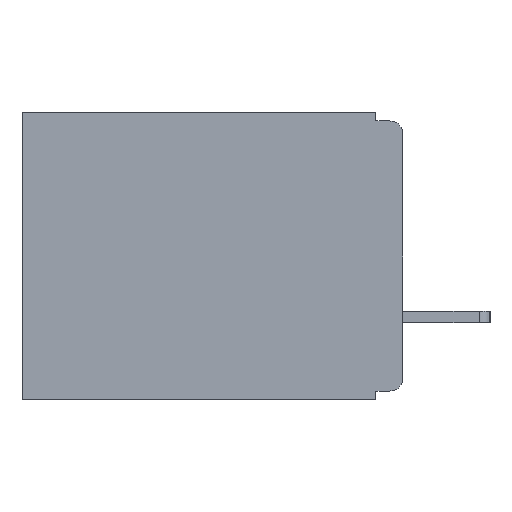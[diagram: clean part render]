
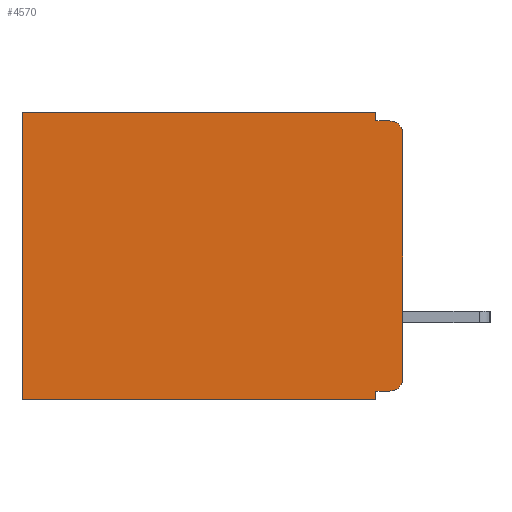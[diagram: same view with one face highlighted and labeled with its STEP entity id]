
A CAD part, left-side view. The second image highlights one B-rep face of the part: STEP entity #4570.
In plain terms, the highlighted planar face has unit normal (-1, 0, 0).
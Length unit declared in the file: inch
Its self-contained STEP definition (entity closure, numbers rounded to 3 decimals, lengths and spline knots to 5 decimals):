
#13 = EDGE_CURVE ( 'NONE', #10583, #11706, #6026, .T. ) ;
#210 = FACE_OUTER_BOUND ( 'NONE', #14958, .T. ) ;
#551 = LINE ( 'NONE', #2940, #14440 ) ;
#702 = VERTEX_POINT ( 'NONE', #14310 ) ;
#1021 = ORIENTED_EDGE ( 'NONE', *, *, #13940, .F. ) ;
#1024 = CIRCLE ( 'NONE', #1258, 0.015 ) ;
#1258 = AXIS2_PLACEMENT_3D ( 'NONE', #16539, #16636, #14274 ) ;
#1276 = CARTESIAN_POINT ( 'NONE',  ( 0.3, 0.015, -0.32 ) ) ;
#1378 = EDGE_CURVE ( 'NONE', #10583, #13406, #551, .T. ) ;
#1445 = ORIENTED_EDGE ( 'NONE', *, *, #1378, .T. ) ;
#1866 = VERTEX_POINT ( 'NONE', #16422 ) ;
#1880 = ORIENTED_EDGE ( 'NONE', *, *, #15721, .T. ) ;
#1968 = DIRECTION ( 'NONE',  ( -1., 0., 0. ) ) ;
#2486 = CIRCLE ( 'NONE', #14968, 0.015 ) ;
#2750 = ORIENTED_EDGE ( 'NONE', *, *, #14930, .T. ) ;
#2848 = CARTESIAN_POINT ( 'NONE',  ( 0.3, 0., -0.025 ) ) ;
#2940 = CARTESIAN_POINT ( 'NONE',  ( 0.3, 0., 0. ) ) ;
#3073 = CARTESIAN_POINT ( 'NONE',  ( 0.3, 0.437, 0. ) ) ;
#3234 = LINE ( 'NONE', #15317, #7594 ) ;
#3288 = CARTESIAN_POINT ( 'NONE',  ( 0.3, 0., -0.33 ) ) ;
#3324 = CARTESIAN_POINT ( 'NONE',  ( 0.3, 0.031, 0. ) ) ;
#3614 = DIRECTION ( 'NONE',  ( 0., 1., 0. ) ) ;
#3769 = EDGE_CURVE ( 'NONE', #13993, #702, #6556, .T. ) ;
#4094 = CARTESIAN_POINT ( 'NONE',  ( 0.3, 0., -0.01 ) ) ;
#4193 = CARTESIAN_POINT ( 'NONE',  ( 0.3, 0.031, -0.33 ) ) ;
#4510 = VERTEX_POINT ( 'NONE', #1276 ) ;
#4570 = ADVANCED_FACE ( 'NONE', ( #210 ), #16112, .F. ) ;
#5090 = DIRECTION ( 'NONE',  ( 0., 0., -1. ) ) ;
#5364 = EDGE_CURVE ( 'NONE', #14513, #1866, #1024, .T. ) ;
#5440 = VERTEX_POINT ( 'NONE', #13761 ) ;
#5540 = CARTESIAN_POINT ( 'NONE',  ( 0.3, 0., -0.33 ) ) ;
#6026 = LINE ( 'NONE', #8913, #9374 ) ;
#6217 = EDGE_CURVE ( 'NONE', #702, #10571, #8948, .T. ) ;
#6556 = LINE ( 'NONE', #4193, #16667 ) ;
#6559 = DIRECTION ( 'NONE',  ( 0., 0., -1. ) ) ;
#6878 = CARTESIAN_POINT ( 'NONE',  ( 0.3, 0.031, -0.32 ) ) ;
#7391 = EDGE_CURVE ( 'NONE', #4510, #13993, #14209, .T. ) ;
#7463 = VECTOR ( 'NONE', #13500, 39.37008 ) ;
#7594 = VECTOR ( 'NONE', #12813, 39.37008 ) ;
#7727 = LINE ( 'NONE', #4094, #10789 ) ;
#7730 = ORIENTED_EDGE ( 'NONE', *, *, #16570, .F. ) ;
#8548 = AXIS2_PLACEMENT_3D ( 'NONE', #3288, #16768, #5090 ) ;
#8622 = CARTESIAN_POINT ( 'NONE',  ( 0.3, 0.437, -0.33 ) ) ;
#8913 = CARTESIAN_POINT ( 'NONE',  ( 0.3, 0.031, 0. ) ) ;
#8948 = LINE ( 'NONE', #9005, #11911 ) ;
#8981 = ORIENTED_EDGE ( 'NONE', *, *, #6217, .F. ) ;
#9005 = CARTESIAN_POINT ( 'NONE',  ( 0.3, 0., -0.33 ) ) ;
#9374 = VECTOR ( 'NONE', #14112, 39.37008 ) ;
#9381 = ORIENTED_EDGE ( 'NONE', *, *, #7391, .F. ) ;
#9937 = CARTESIAN_POINT ( 'NONE',  ( 0.3, 0.015, -0.305 ) ) ;
#10222 = VECTOR ( 'NONE', #13346, 39.37008 ) ;
#10246 = DIRECTION ( 'NONE',  ( 0., 1., 0. ) ) ;
#10571 = VERTEX_POINT ( 'NONE', #8622 ) ;
#10583 = VERTEX_POINT ( 'NONE', #3324 ) ;
#10720 = DIRECTION ( 'NONE',  ( 0., -1., 0. ) ) ;
#10789 = VECTOR ( 'NONE', #10720, 39.37008 ) ;
#11208 = DIRECTION ( 'NONE',  ( 0., 0., -1. ) ) ;
#11706 = VERTEX_POINT ( 'NONE', #12631 ) ;
#11911 = VECTOR ( 'NONE', #10246, 39.37008 ) ;
#12355 = ORIENTED_EDGE ( 'NONE', *, *, #3769, .F. ) ;
#12631 = CARTESIAN_POINT ( 'NONE',  ( 0.3, 0.031, -0.01 ) ) ;
#12813 = DIRECTION ( 'NONE',  ( 0., 0., -1. ) ) ;
#13346 = DIRECTION ( 'NONE',  ( 0., 0., -1. ) ) ;
#13406 = VERTEX_POINT ( 'NONE', #3073 ) ;
#13500 = DIRECTION ( 'NONE',  ( 0., 1., 0. ) ) ;
#13566 = LINE ( 'NONE', #5540, #10222 ) ;
#13761 = CARTESIAN_POINT ( 'NONE',  ( 0.3, 0., -0.305 ) ) ;
#13829 = CARTESIAN_POINT ( 'NONE',  ( 0.3, 0., -0.32 ) ) ;
#13940 = EDGE_CURVE ( 'NONE', #11706, #1866, #7727, .T. ) ;
#13993 = VERTEX_POINT ( 'NONE', #6878 ) ;
#14112 = DIRECTION ( 'NONE',  ( 0., 0., -1. ) ) ;
#14209 = LINE ( 'NONE', #13829, #7463 ) ;
#14274 = DIRECTION ( 'NONE',  ( 0., 0., -1. ) ) ;
#14310 = CARTESIAN_POINT ( 'NONE',  ( 0.3, 0.031, -0.33 ) ) ;
#14440 = VECTOR ( 'NONE', #3614, 39.37008 ) ;
#14489 = ORIENTED_EDGE ( 'NONE', *, *, #5364, .T. ) ;
#14513 = VERTEX_POINT ( 'NONE', #2848 ) ;
#14881 = ORIENTED_EDGE ( 'NONE', *, *, #13, .F. ) ;
#14930 = EDGE_CURVE ( 'NONE', #4510, #5440, #2486, .T. ) ;
#14958 = EDGE_LOOP ( 'NONE', ( #7730, #14489, #1021, #14881, #1445, #1880, #8981, #12355, #9381, #2750 ) ) ;
#14968 = AXIS2_PLACEMENT_3D ( 'NONE', #9937, #1968, #11208 ) ;
#15317 = CARTESIAN_POINT ( 'NONE',  ( 0.3, 0.437, -0.33 ) ) ;
#15721 = EDGE_CURVE ( 'NONE', #13406, #10571, #3234, .T. ) ;
#16112 = PLANE ( 'NONE',  #8548 ) ;
#16422 = CARTESIAN_POINT ( 'NONE',  ( 0.3, 0.015, -0.01 ) ) ;
#16539 = CARTESIAN_POINT ( 'NONE',  ( 0.3, 0.015, -0.025 ) ) ;
#16570 = EDGE_CURVE ( 'NONE', #14513, #5440, #13566, .T. ) ;
#16636 = DIRECTION ( 'NONE',  ( -1., 0., 0. ) ) ;
#16667 = VECTOR ( 'NONE', #6559, 39.37008 ) ;
#16768 = DIRECTION ( 'NONE',  ( 1., 0., 0. ) ) ;
